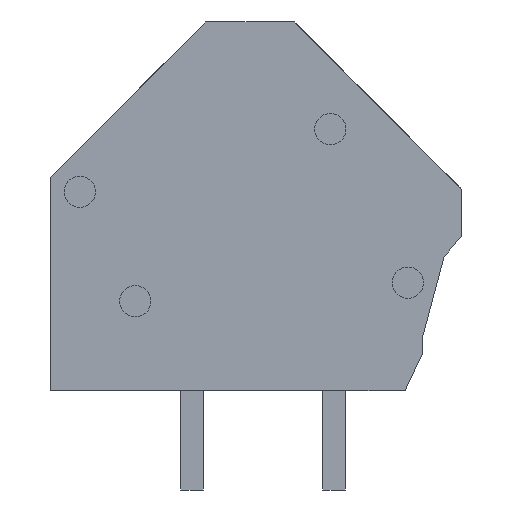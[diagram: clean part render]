
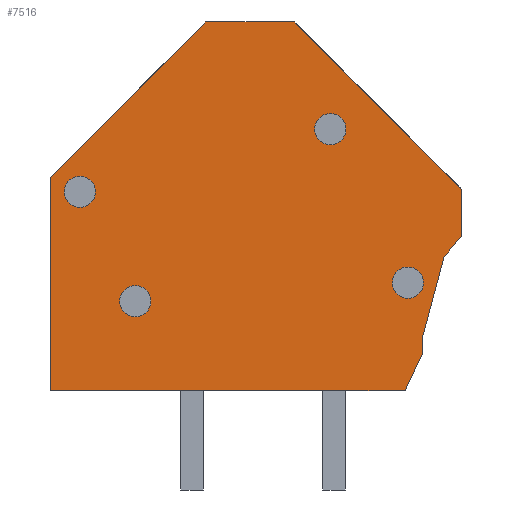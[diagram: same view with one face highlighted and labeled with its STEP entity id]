
A CAD part, left-side view. The second image highlights one B-rep face of the part: STEP entity #7516.
In plain terms, the highlighted planar face has unit normal (-1, 0, 0).
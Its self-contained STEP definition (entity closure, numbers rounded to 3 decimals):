
#7429=AXIS2_PLACEMENT_3D('Plane Axis2P3D',#7426,#7427,#7428) ;
#7446=AXIS2_PLACEMENT_3D('Circle Axis2P3D',#7444,#7445,$) ;
#7455=AXIS2_PLACEMENT_3D('Circle Axis2P3D',#7453,#7454,$) ;
#7464=AXIS2_PLACEMENT_3D('Circle Axis2P3D',#7462,#7463,$) ;
#7473=AXIS2_PLACEMENT_3D('Circle Axis2P3D',#7471,#7472,$) ;
#7482=AXIS2_PLACEMENT_3D('Circle Axis2P3D',#7480,#7481,$) ;
#7491=AXIS2_PLACEMENT_3D('Circle Axis2P3D',#7489,#7490,$) ;
#7500=AXIS2_PLACEMENT_3D('Circle Axis2P3D',#7498,#7499,$) ;
#7509=AXIS2_PLACEMENT_3D('Circle Axis2P3D',#7507,#7508,$) ;
#7101=CARTESIAN_POINT('Vertex',(0.7,2.,3.5)) ;
#7115=CARTESIAN_POINT('Vertex',(0.7,1.37,4.85)) ;
#7118=CARTESIAN_POINT('Line Origine',(0.7,1.685,4.175)) ;
#7146=CARTESIAN_POINT('Vertex',(0.7,1.37,5.45)) ;
#7149=CARTESIAN_POINT('Line Origine',(0.7,1.37,5.15)) ;
#7177=CARTESIAN_POINT('Vertex',(0.7,0.634,8.2)) ;
#7180=CARTESIAN_POINT('Line Origine',(0.7,1.002,6.825)) ;
#7208=CARTESIAN_POINT('Vertex',(0.7,0.,8.953)) ;
#7211=CARTESIAN_POINT('Line Origine',(0.7,0.317,8.577)) ;
#7239=CARTESIAN_POINT('Vertex',(0.7,0.,10.58)) ;
#7242=CARTESIAN_POINT('Line Origine',(0.7,0.,9.766)) ;
#7270=CARTESIAN_POINT('Vertex',(0.7,5.898,16.478)) ;
#7273=CARTESIAN_POINT('Line Origine',(0.7,2.949,13.529)) ;
#7301=CARTESIAN_POINT('Vertex',(0.7,9.022,16.478)) ;
#7304=CARTESIAN_POINT('Line Origine',(0.7,7.46,16.478)) ;
#7332=CARTESIAN_POINT('Vertex',(0.7,14.5,11.)) ;
#7335=CARTESIAN_POINT('Line Origine',(0.7,11.761,13.739)) ;
#7363=CARTESIAN_POINT('Vertex',(0.7,14.5,3.5)) ;
#7366=CARTESIAN_POINT('Line Origine',(0.7,14.5,7.25)) ;
#7394=CARTESIAN_POINT('Vertex',(0.7,12.7,3.5)) ;
#7397=CARTESIAN_POINT('Line Origine',(0.7,13.6,3.5)) ;
#7414=CARTESIAN_POINT('Line Origine',(0.7,7.35,3.5)) ;
#7426=CARTESIAN_POINT('Axis2P3D Location',(0.7,0.,0.)) ;
#7444=CARTESIAN_POINT('Axis2P3D Location',(0.7,13.45,10.5)) ;
#7448=CARTESIAN_POINT('Vertex',(0.7,12.9,10.5)) ;
#7450=CARTESIAN_POINT('Vertex',(0.7,14.,10.5)) ;
#7453=CARTESIAN_POINT('Axis2P3D Location',(0.7,13.45,10.5)) ;
#7462=CARTESIAN_POINT('Axis2P3D Location',(0.7,4.632,12.707)) ;
#7466=CARTESIAN_POINT('Vertex',(0.7,4.082,12.707)) ;
#7468=CARTESIAN_POINT('Vertex',(0.7,5.182,12.707)) ;
#7471=CARTESIAN_POINT('Axis2P3D Location',(0.7,4.632,12.707)) ;
#7480=CARTESIAN_POINT('Axis2P3D Location',(0.7,11.5,6.65)) ;
#7484=CARTESIAN_POINT('Vertex',(0.7,10.95,6.65)) ;
#7486=CARTESIAN_POINT('Vertex',(0.7,12.05,6.65)) ;
#7489=CARTESIAN_POINT('Axis2P3D Location',(0.7,11.5,6.65)) ;
#7498=CARTESIAN_POINT('Axis2P3D Location',(0.7,1.9,7.3)) ;
#7502=CARTESIAN_POINT('Vertex',(0.7,1.35,7.3)) ;
#7504=CARTESIAN_POINT('Vertex',(0.7,2.45,7.3)) ;
#7507=CARTESIAN_POINT('Axis2P3D Location',(0.7,1.9,7.3)) ;
#7119=DIRECTION('Vector Direction',(0.,-0.423,0.906)) ;
#7150=DIRECTION('Vector Direction',(0.,0.,1.)) ;
#7181=DIRECTION('Vector Direction',(0.,-0.259,0.966)) ;
#7212=DIRECTION('Vector Direction',(0.,-0.644,0.765)) ;
#7243=DIRECTION('Vector Direction',(0.,0.,-1.)) ;
#7274=DIRECTION('Vector Direction',(0.,0.707,0.707)) ;
#7305=DIRECTION('Vector Direction',(0.,-1.,0.)) ;
#7336=DIRECTION('Vector Direction',(0.,-0.707,0.707)) ;
#7367=DIRECTION('Vector Direction',(0.,0.,-1.)) ;
#7398=DIRECTION('Vector Direction',(0.,-1.,0.)) ;
#7415=DIRECTION('Vector Direction',(0.,-1.,0.)) ;
#7427=DIRECTION('Axis2P3D Direction',(-1.,0.,0.)) ;
#7428=DIRECTION('Axis2P3D XDirection',(0.,-1.,0.)) ;
#7445=DIRECTION('Axis2P3D Direction',(-1.,0.,0.)) ;
#7454=DIRECTION('Axis2P3D Direction',(-1.,0.,0.)) ;
#7463=DIRECTION('Axis2P3D Direction',(-1.,0.,0.)) ;
#7472=DIRECTION('Axis2P3D Direction',(-1.,0.,0.)) ;
#7481=DIRECTION('Axis2P3D Direction',(-1.,0.,0.)) ;
#7490=DIRECTION('Axis2P3D Direction',(-1.,0.,0.)) ;
#7499=DIRECTION('Axis2P3D Direction',(-1.,0.,0.)) ;
#7508=DIRECTION('Axis2P3D Direction',(-1.,0.,0.)) ;
#7120=VECTOR('Line Direction',#7119,1.) ;
#7151=VECTOR('Line Direction',#7150,1.) ;
#7182=VECTOR('Line Direction',#7181,1.) ;
#7213=VECTOR('Line Direction',#7212,1.) ;
#7244=VECTOR('Line Direction',#7243,1.) ;
#7275=VECTOR('Line Direction',#7274,1.) ;
#7306=VECTOR('Line Direction',#7305,1.) ;
#7337=VECTOR('Line Direction',#7336,1.) ;
#7368=VECTOR('Line Direction',#7367,1.) ;
#7399=VECTOR('Line Direction',#7398,1.) ;
#7416=VECTOR('Line Direction',#7415,1.) ;
#7432=ORIENTED_EDGE('',*,*,#7122,.T.) ;
#7433=ORIENTED_EDGE('',*,*,#7153,.T.) ;
#7434=ORIENTED_EDGE('',*,*,#7184,.T.) ;
#7435=ORIENTED_EDGE('',*,*,#7215,.T.) ;
#7436=ORIENTED_EDGE('',*,*,#7246,.T.) ;
#7437=ORIENTED_EDGE('',*,*,#7277,.T.) ;
#7438=ORIENTED_EDGE('',*,*,#7308,.T.) ;
#7439=ORIENTED_EDGE('',*,*,#7339,.T.) ;
#7440=ORIENTED_EDGE('',*,*,#7370,.T.) ;
#7441=ORIENTED_EDGE('',*,*,#7401,.T.) ;
#7442=ORIENTED_EDGE('',*,*,#7418,.T.) ;
#7459=ORIENTED_EDGE('',*,*,#7452,.F.) ;
#7460=ORIENTED_EDGE('',*,*,#7457,.F.) ;
#7477=ORIENTED_EDGE('',*,*,#7470,.F.) ;
#7478=ORIENTED_EDGE('',*,*,#7475,.F.) ;
#7495=ORIENTED_EDGE('',*,*,#7488,.F.) ;
#7496=ORIENTED_EDGE('',*,*,#7493,.F.) ;
#7513=ORIENTED_EDGE('',*,*,#7506,.F.) ;
#7514=ORIENTED_EDGE('',*,*,#7511,.F.) ;
#7461=FACE_BOUND('',#7458,.T.) ;
#7479=FACE_BOUND('',#7476,.T.) ;
#7497=FACE_BOUND('',#7494,.T.) ;
#7515=FACE_BOUND('',#7512,.T.) ;
#7516=ADVANCED_FACE('End plate_LMZF.1\\Hauptkoerper',(#7443,#7461,#7479,#7497,#7515),#7430,.T.) ;
#7447=CIRCLE('generated circle',#7446,0.55) ;
#7456=CIRCLE('generated circle',#7455,0.55) ;
#7465=CIRCLE('generated circle',#7464,0.55) ;
#7474=CIRCLE('generated circle',#7473,0.55) ;
#7483=CIRCLE('generated circle',#7482,0.55) ;
#7492=CIRCLE('generated circle',#7491,0.55) ;
#7501=CIRCLE('generated circle',#7500,0.55) ;
#7510=CIRCLE('generated circle',#7509,0.55) ;
#7122=EDGE_CURVE('',#7102,#7116,#7121,.T.) ;
#7153=EDGE_CURVE('',#7116,#7147,#7152,.T.) ;
#7184=EDGE_CURVE('',#7147,#7178,#7183,.T.) ;
#7215=EDGE_CURVE('',#7178,#7209,#7214,.T.) ;
#7246=EDGE_CURVE('',#7209,#7240,#7245,.F.) ;
#7277=EDGE_CURVE('',#7240,#7271,#7276,.T.) ;
#7308=EDGE_CURVE('',#7271,#7302,#7307,.F.) ;
#7339=EDGE_CURVE('',#7302,#7333,#7338,.F.) ;
#7370=EDGE_CURVE('',#7333,#7364,#7369,.T.) ;
#7401=EDGE_CURVE('',#7364,#7395,#7400,.T.) ;
#7418=EDGE_CURVE('',#7395,#7102,#7417,.T.) ;
#7452=EDGE_CURVE('',#7449,#7451,#7447,.T.) ;
#7457=EDGE_CURVE('',#7451,#7449,#7456,.T.) ;
#7470=EDGE_CURVE('',#7467,#7469,#7465,.T.) ;
#7475=EDGE_CURVE('',#7469,#7467,#7474,.T.) ;
#7488=EDGE_CURVE('',#7485,#7487,#7483,.T.) ;
#7493=EDGE_CURVE('',#7487,#7485,#7492,.T.) ;
#7506=EDGE_CURVE('',#7503,#7505,#7501,.T.) ;
#7511=EDGE_CURVE('',#7505,#7503,#7510,.T.) ;
#7431=EDGE_LOOP('',(#7432,#7433,#7434,#7435,#7436,#7437,#7438,#7439,#7440,#7441,#7442)) ;
#7458=EDGE_LOOP('',(#7459,#7460)) ;
#7476=EDGE_LOOP('',(#7477,#7478)) ;
#7494=EDGE_LOOP('',(#7495,#7496)) ;
#7512=EDGE_LOOP('',(#7513,#7514)) ;
#7443=FACE_OUTER_BOUND('',#7431,.T.) ;
#7121=LINE('Line',#7118,#7120) ;
#7152=LINE('Line',#7149,#7151) ;
#7183=LINE('Line',#7180,#7182) ;
#7214=LINE('Line',#7211,#7213) ;
#7245=LINE('Line',#7242,#7244) ;
#7276=LINE('Line',#7273,#7275) ;
#7307=LINE('Line',#7304,#7306) ;
#7338=LINE('Line',#7335,#7337) ;
#7369=LINE('Line',#7366,#7368) ;
#7400=LINE('Line',#7397,#7399) ;
#7417=LINE('Line',#7414,#7416) ;
#7430=PLANE('',#7429) ;
#7102=VERTEX_POINT('',#7101) ;
#7116=VERTEX_POINT('',#7115) ;
#7147=VERTEX_POINT('',#7146) ;
#7178=VERTEX_POINT('',#7177) ;
#7209=VERTEX_POINT('',#7208) ;
#7240=VERTEX_POINT('',#7239) ;
#7271=VERTEX_POINT('',#7270) ;
#7302=VERTEX_POINT('',#7301) ;
#7333=VERTEX_POINT('',#7332) ;
#7364=VERTEX_POINT('',#7363) ;
#7395=VERTEX_POINT('',#7394) ;
#7449=VERTEX_POINT('',#7448) ;
#7451=VERTEX_POINT('',#7450) ;
#7467=VERTEX_POINT('',#7466) ;
#7469=VERTEX_POINT('',#7468) ;
#7485=VERTEX_POINT('',#7484) ;
#7487=VERTEX_POINT('',#7486) ;
#7503=VERTEX_POINT('',#7502) ;
#7505=VERTEX_POINT('',#7504) ;
